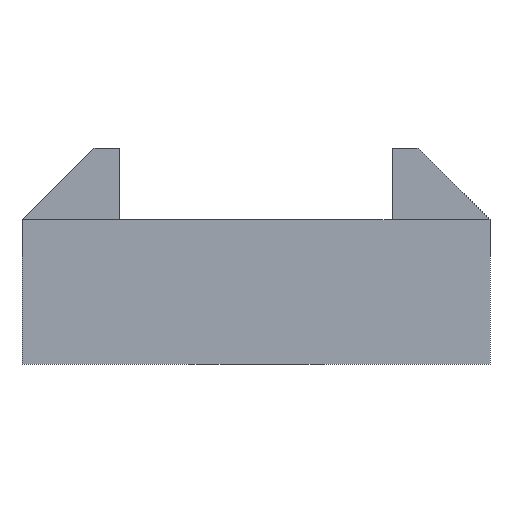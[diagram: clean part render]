
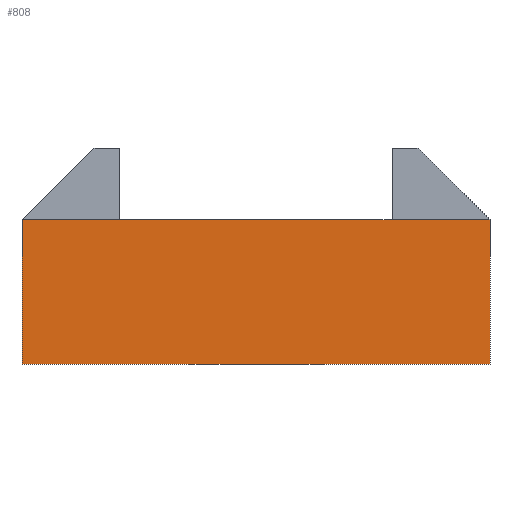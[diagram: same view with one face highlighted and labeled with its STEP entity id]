
A CAD part, front view. The second image highlights one B-rep face of the part: STEP entity #808.
In plain terms, the highlighted planar face has unit normal (0, -1, 0).
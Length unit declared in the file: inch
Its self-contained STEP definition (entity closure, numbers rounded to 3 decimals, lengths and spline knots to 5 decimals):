
#98=FACE_OUTER_BOUND('',#144,.T.);
#144=EDGE_LOOP('',(#733,#734,#735,#736));
#186=LINE('',#1243,#274);
#193=LINE('',#1253,#281);
#199=LINE('',#1266,#287);
#224=LINE('',#1326,#312);
#274=VECTOR('',#1004,0.3937);
#281=VECTOR('',#1013,0.3937);
#287=VECTOR('',#1025,0.3937);
#312=VECTOR('',#1084,0.3937);
#365=VERTEX_POINT('',#1241);
#366=VERTEX_POINT('',#1242);
#368=VERTEX_POINT('',#1251);
#372=VERTEX_POINT('',#1265);
#452=EDGE_CURVE('',#365,#366,#186,.T.);
#459=EDGE_CURVE('',#368,#366,#193,.T.);
#465=EDGE_CURVE('',#372,#365,#199,.T.);
#496=EDGE_CURVE('',#372,#368,#224,.T.);
#733=ORIENTED_EDGE('',*,*,#452,.T.);
#734=ORIENTED_EDGE('',*,*,#459,.F.);
#735=ORIENTED_EDGE('',*,*,#496,.F.);
#736=ORIENTED_EDGE('',*,*,#465,.T.);
#766=PLANE('',#896);
#808=ADVANCED_FACE('',(#98),#766,.T.);
#896=AXIS2_PLACEMENT_3D('',#1353,#1121,#1122);
#1004=DIRECTION('',(-1.,0.,0.));
#1013=DIRECTION('',(0.,0.,1.));
#1025=DIRECTION('',(0.,0.,1.));
#1084=DIRECTION('',(-1.,0.,0.));
#1121=DIRECTION('center_axis',(0.,-1.,0.));
#1122=DIRECTION('ref_axis',(1.,0.,0.));
#1241=CARTESIAN_POINT('',(0.1625,-0.75,0.1));
#1242=CARTESIAN_POINT('',(-0.1625,-0.75,0.1));
#1243=CARTESIAN_POINT('',(-0.08125,-0.75,0.1));
#1251=CARTESIAN_POINT('',(-0.1625,-0.75,0.));
#1253=CARTESIAN_POINT('',(-0.1625,-0.75,0.));
#1265=CARTESIAN_POINT('',(0.1625,-0.75,0.));
#1266=CARTESIAN_POINT('',(0.1625,-0.75,0.));
#1326=CARTESIAN_POINT('',(0.1625,-0.75,0.));
#1353=CARTESIAN_POINT('Origin',(-0.1625,-0.75,0.));
